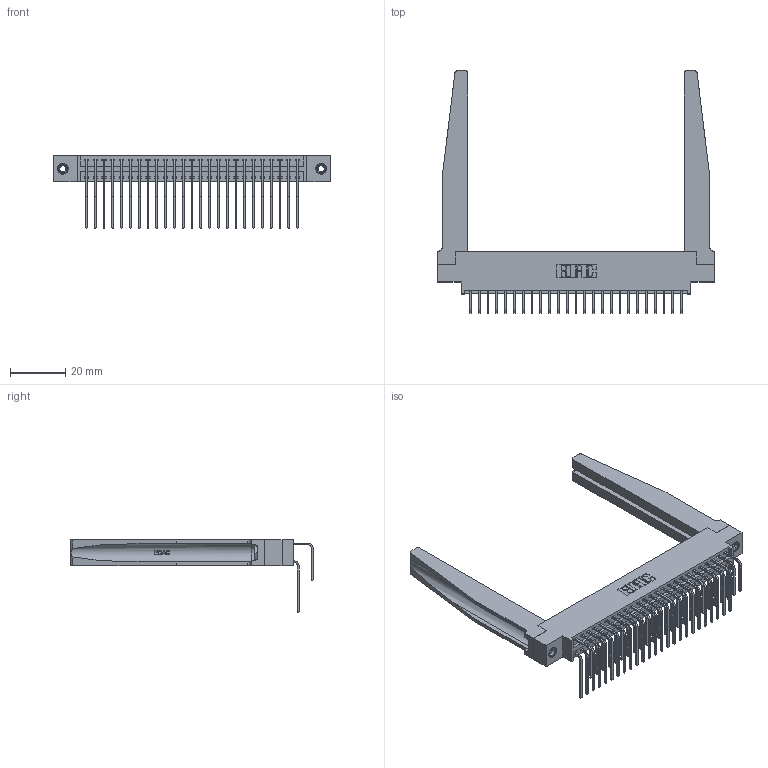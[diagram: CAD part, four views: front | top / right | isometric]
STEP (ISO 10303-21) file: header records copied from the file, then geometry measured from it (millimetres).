
FILE_DESCRIPTION (( 'STEP AP203' ), '1' );
FILE_NAME ('396-050-558-878.STEP', '2019-11-03T08:35:59', ( '' ), ( '' ), 'SwSTEP 2.0', 'SolidWorks 2016', '' );
FILE_SCHEMA (( 'CONFIG_CONTROL_DESIGN' ));
Length unit declared in the file: inch
Products named in the file (6): 345-292-001_558 Tail - 2; 346 Part_0.170 Offset - 0.156 Dia-TH; 346-220-078_345-220-078; 396-050-558-878; 345-292-001_558 559 Tail - 1; 345-250-001_345-250-001-102
Assembly tree (55 placements, depth 2):
  396-050-558-878
    346 Part_0.170 Offset - 0.156 Dia-TH
    345-292-001_558 559 Tail - 1  x25
    345-292-001_558 Tail - 2  x25
    346-220-078_345-220-078  x2
    345-250-001_345-250-001-102  x2
Bounding box: 99.95 x 87.44 x 26.16 mm (x, y, z)
Volume: 16656.9 mm3; surface area: 21233 mm2
Topology: 55 solids, 55 shells, 3060 faces, 8999 edges, 5922 vertices
Faces by surface type: plane 2072, cylinder 936, bspline 36, cone 12, torus 4
Entity records: 25268 total; most frequent: CARTESIAN_POINT 5178, ORIENTED_EDGE 3950, DIRECTION 3573, EDGE_CURVE 1975, LINE 1609, VECTOR 1609, VERTEX_POINT 1308, AXIS2_PLACEMENT_3D 982
